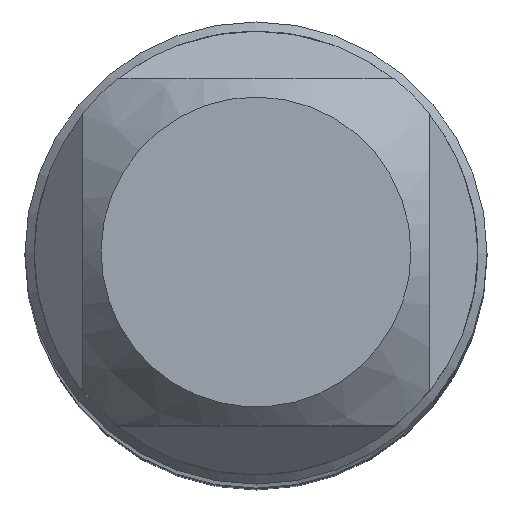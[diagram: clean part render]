
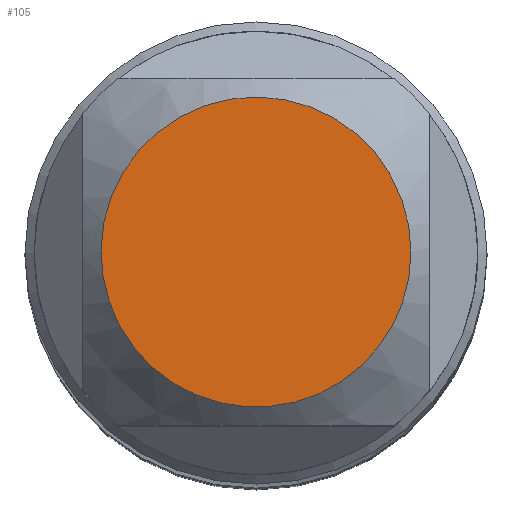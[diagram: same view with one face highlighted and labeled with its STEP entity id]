
A CAD part, top view. The second image highlights one B-rep face of the part: STEP entity #105.
In plain terms, the highlighted planar face has unit normal (0, 0, 1).
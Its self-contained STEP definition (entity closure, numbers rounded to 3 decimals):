
#71=PLANE('',#401);
#82=FACE_OUTER_BOUND('',#164,.T.);
#105=ADVANCED_FACE('',(#82),#71,.F.);
#164=EDGE_LOOP('',(#198));
#198=ORIENTED_EDGE('',*,*,#294,.T.);
#265=VERTEX_POINT('',#580);
#294=EDGE_CURVE('',#265,#265,#330,.T.);
#330=CIRCLE('',#400,3.245);
#400=AXIS2_PLACEMENT_3D('',#579,#464,#465);
#401=AXIS2_PLACEMENT_3D('',#581,#466,#467);
#464=DIRECTION('',(0.,0.,1.));
#465=DIRECTION('',(1.,0.,0.));
#466=DIRECTION('',(0.,0.,-1.));
#467=DIRECTION('',(-1.,0.,0.));
#579=CARTESIAN_POINT('',(0.,0.,0.));
#580=CARTESIAN_POINT('',(3.245,0.,0.));
#581=CARTESIAN_POINT('',(5.039,0.,0.));
